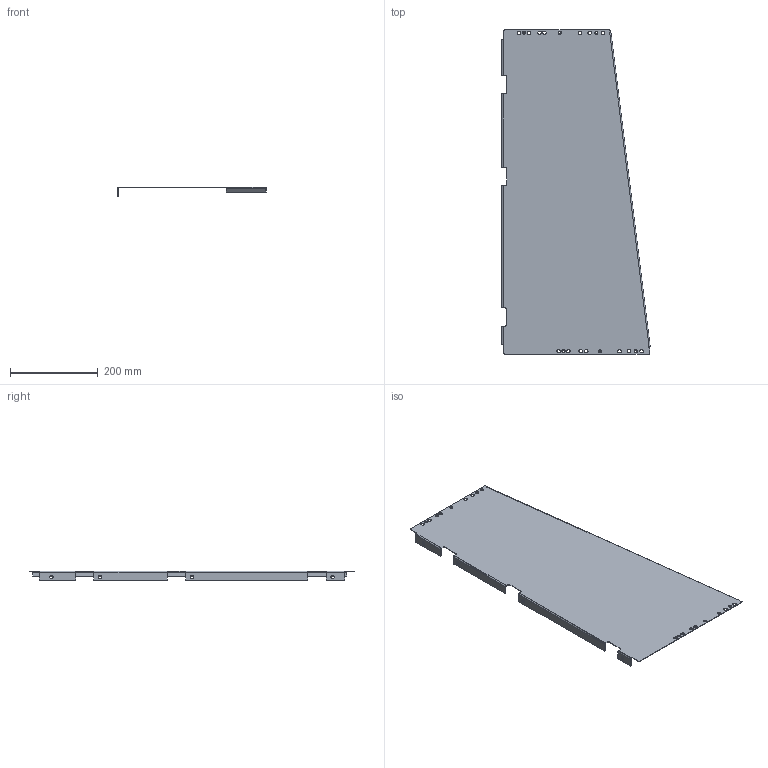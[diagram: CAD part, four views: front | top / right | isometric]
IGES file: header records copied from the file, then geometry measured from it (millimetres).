
Start section: SolidWorks IGES file using analytic representation for surfaces
Global section: file name: D1100340-v4_AdLIGO_AOS_SLC ACB Right Side Panel.IGS; native system: SolidWorks 2010; preprocessor: SolidWorks 2010; author: tnguyen; date: 110920.150433; units: inch
Bounding box: 337.54 x 738.12 x 22.1 mm (x, y, z)
Surface area: 469465 mm2 (no closed solid volume)
Topology: 0 solids, 0 shells, 128 faces, 1876 edges, 1876 vertices
Faces by surface type: revolution 80, bspline 48
